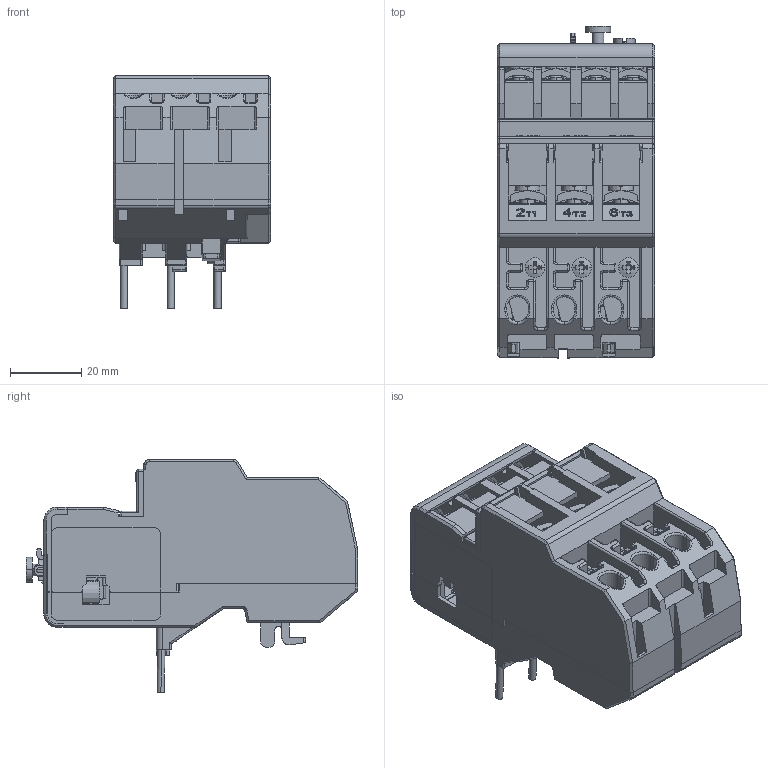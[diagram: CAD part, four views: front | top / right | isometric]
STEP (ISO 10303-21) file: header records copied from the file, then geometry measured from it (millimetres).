
FILE_DESCRIPTION((''),'2;1');
FILE_NAME('2331003800_ASM','2023-05-19T',('qiang01.yu'),(''),'PRO/ENGINEER BY PARAMETRIC TECHNOLOGY CORPORATION, 2015440','PRO/ENGINEER BY PARAMETRIC TECHNOLOGY CORPORATION, 2015440','');
FILE_SCHEMA(('CONFIG_CONTROL_DESIGN'));
Products named in the file (19): 8005039900; 8043037600; 8253068500; 8253069500; 8236006000; 8253068600; 5043008600_ASM; 8574011900; 54200204P14_ASM; 8510007500; 5420018300_ASM; 8315072300; 8300053600; 8310024600; 8300054700; 7030300003_ZK005_M4X14_T1; 7010100007_GB823_M3X8_R; 7030300001_ZK005_M3_5X9_5; 2331003800_ASM
Assembly tree (27 placements, depth 3):
  2331003800_ASM
    8005039900
    5043008600_ASM
      8043037600
      8253068500
      8253069500
      8236006000
      8253068600
    5420018300_ASM  x3
      8574011900
      54200204P14_ASM
      8510007500
    8315072300
    8300053600
    8310024600
    8300054700
    7030300003_ZK005_M4X14_T1  x3
    7010100007_GB823_M3X8_R  x3
    7030300001_ZK005_M3_5X9_5  x4
Bounding box: 44 x 93 x 65.2 mm (x, y, z)
Volume: 65912.1 mm3; surface area: 78934.4 mm2
Topology: 26 solids, 45 shells, 4787 faces, 13163 edges, 8482 vertices
Faces by surface type: plane 3235, cylinder 1040, torus 196, cone 114, extrusion 95, bspline 76, sphere 31
Entity records: 132510 total; most frequent: CARTESIAN_POINT 29942, ORIENTED_EDGE 22140, DIRECTION 20039, EDGE_CURVE 11081, VECTOR 8877, LINE 8782, VERTEX_POINT 7186, AXIS2_PLACEMENT_3D 5581
